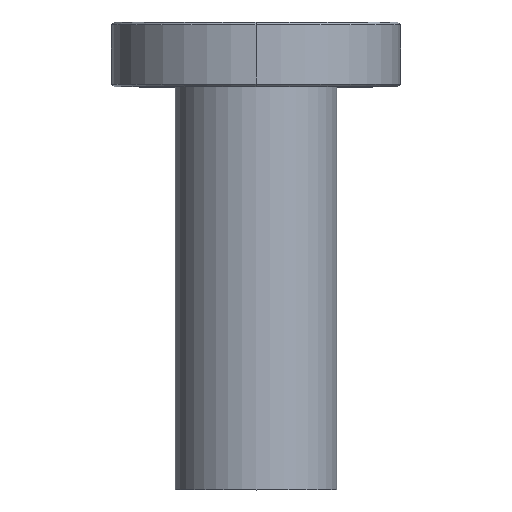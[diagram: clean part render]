
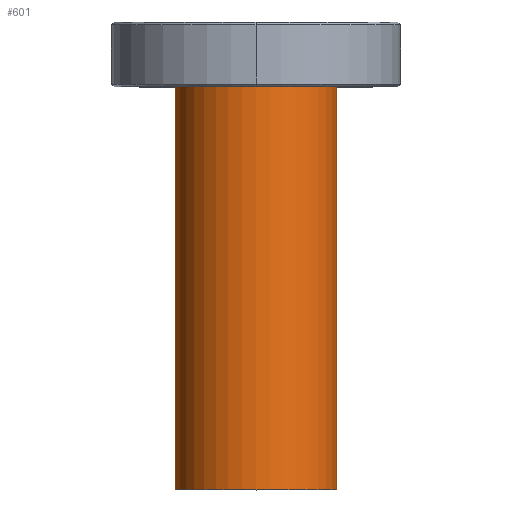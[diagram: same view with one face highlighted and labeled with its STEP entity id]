
A CAD part, top view. The second image highlights one B-rep face of the part: STEP entity #601.
In plain terms, the highlighted cylindrical face has radius 9.525 mm (diameter 19.05 mm), a partial arc.
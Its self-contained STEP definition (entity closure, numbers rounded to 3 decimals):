
#4 = EDGE_CURVE ( 'NONE', #1465, #241, #70, .T. ) ;
#7 = VECTOR ( 'NONE', #764, 1000. ) ;
#70 = LINE ( 'NONE', #1817, #7 ) ;
#96 = DIRECTION ( 'NONE',  ( 1., 0., 0. ) ) ;
#109 = DIRECTION ( 'NONE',  ( 0., 0., 1. ) ) ;
#116 = CARTESIAN_POINT ( 'NONE',  ( 0., 0., -50.3 ) ) ;
#241 = VERTEX_POINT ( 'NONE', #1207 ) ;
#255 = CIRCLE ( 'NONE', #988, 9.525 ) ;
#299 = ORIENTED_EDGE ( 'NONE', *, *, #4, .F. ) ;
#329 = EDGE_CURVE ( 'NONE', #1465, #1603, #1180, .T. ) ;
#332 = CYLINDRICAL_SURFACE ( 'NONE', #1513, 9.525 ) ;
#422 = EDGE_CURVE ( 'NONE', #241, #1475, #255, .T. ) ;
#492 = CARTESIAN_POINT ( 'NONE',  ( 9.525, 0., 0. ) ) ;
#533 = CARTESIAN_POINT ( 'NONE',  ( -9.525, 0., -50.3 ) ) ;
#571 = CARTESIAN_POINT ( 'NONE',  ( 9.525, 0., -50.3 ) ) ;
#597 = LINE ( 'NONE', #1048, #1736 ) ;
#601 = ADVANCED_FACE ( 'NONE', ( #1947 ), #332, .T. ) ;
#610 = DIRECTION ( 'NONE',  ( 1., 0., 0. ) ) ;
#764 = DIRECTION ( 'NONE',  ( 0., 0., 1. ) ) ;
#795 = DIRECTION ( 'NONE',  ( 0., 0., 1. ) ) ;
#809 = DIRECTION ( 'NONE',  ( 1., 0., 0. ) ) ;
#846 = DIRECTION ( 'NONE',  ( 0., 0., 1. ) ) ;
#925 = CARTESIAN_POINT ( 'NONE',  ( 0., 0., 0. ) ) ;
#978 = CARTESIAN_POINT ( 'NONE',  ( 0., 0., -50.3 ) ) ;
#988 = AXIS2_PLACEMENT_3D ( 'NONE', #925, #795, #610 ) ;
#1048 = CARTESIAN_POINT ( 'NONE',  ( 9.525, 0., -50.3 ) ) ;
#1077 = ORIENTED_EDGE ( 'NONE', *, *, #422, .F. ) ;
#1110 = ORIENTED_EDGE ( 'NONE', *, *, #329, .T. ) ;
#1135 = EDGE_LOOP ( 'NONE', ( #299, #1110, #1488, #1077 ) ) ;
#1180 = CIRCLE ( 'NONE', #1260, 9.525 ) ;
#1207 = CARTESIAN_POINT ( 'NONE',  ( -9.525, 0., 0. ) ) ;
#1260 = AXIS2_PLACEMENT_3D ( 'NONE', #116, #109, #96 ) ;
#1465 = VERTEX_POINT ( 'NONE', #533 ) ;
#1475 = VERTEX_POINT ( 'NONE', #492 ) ;
#1488 = ORIENTED_EDGE ( 'NONE', *, *, #1592, .T. ) ;
#1513 = AXIS2_PLACEMENT_3D ( 'NONE', #978, #846, #809 ) ;
#1592 = EDGE_CURVE ( 'NONE', #1603, #1475, #597, .T. ) ;
#1603 = VERTEX_POINT ( 'NONE', #571 ) ;
#1736 = VECTOR ( 'NONE', #1944, 1000. ) ;
#1817 = CARTESIAN_POINT ( 'NONE',  ( -9.525, 0., -50.3 ) ) ;
#1944 = DIRECTION ( 'NONE',  ( 0., 0., 1. ) ) ;
#1947 = FACE_OUTER_BOUND ( 'NONE', #1135, .T. ) ;
